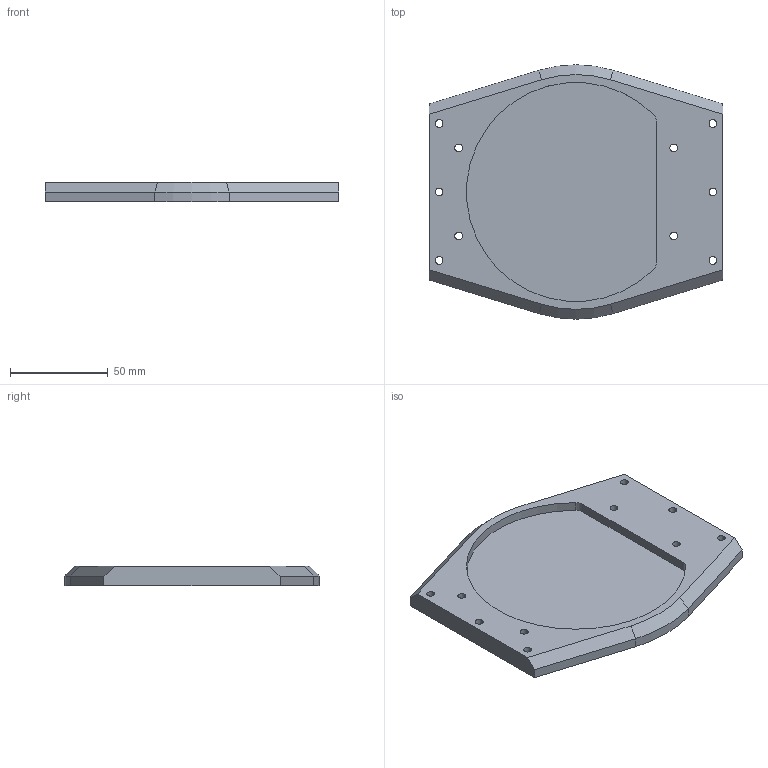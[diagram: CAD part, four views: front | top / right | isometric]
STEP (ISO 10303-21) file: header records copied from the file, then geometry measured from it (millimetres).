
FILE_DESCRIPTION(/* description */ (''),/* implementation_level */ '2;1');
FILE_NAME(/* name */ 'BP_Center.stp',/* time_stamp */ '2023-04-16T23:23:56-04:00',/* author */ (''),/* organization */ (''),/* preprocessor_version */ 'ST-DEVELOPER v18.102',/* originating_system */ 'SIEMENS PLM Software NX2206.6002',/* authorisation */ '');
FILE_SCHEMA (('AUTOMOTIVE_DESIGN { 1 0 10303 214 3 1 1 1 }'));
Length unit declared in the file: millimetre
Products named in the file (1): BP_Center
Bounding box: 150 x 130 x 10 mm (x, y, z)
Volume: 120045.6 mm3; surface area: 40347.1 mm2
Topology: 1 solids, 1 shells, 31 faces, 90 edges, 62 vertices
Faces by surface type: cylinder 15, plane 14, cone 2
Full cylindrical faces by diameter (mm): 4 x10
Entity records: 968 total; most frequent: DIRECTION 166, CARTESIAN_POINT 154, ORIENTED_EDGE 140, EDGE_CURVE 70, AXIS2_PLACEMENT_3D 64, EDGE_LOOP 62, VERTEX_POINT 52, FACE_BOUND 43
